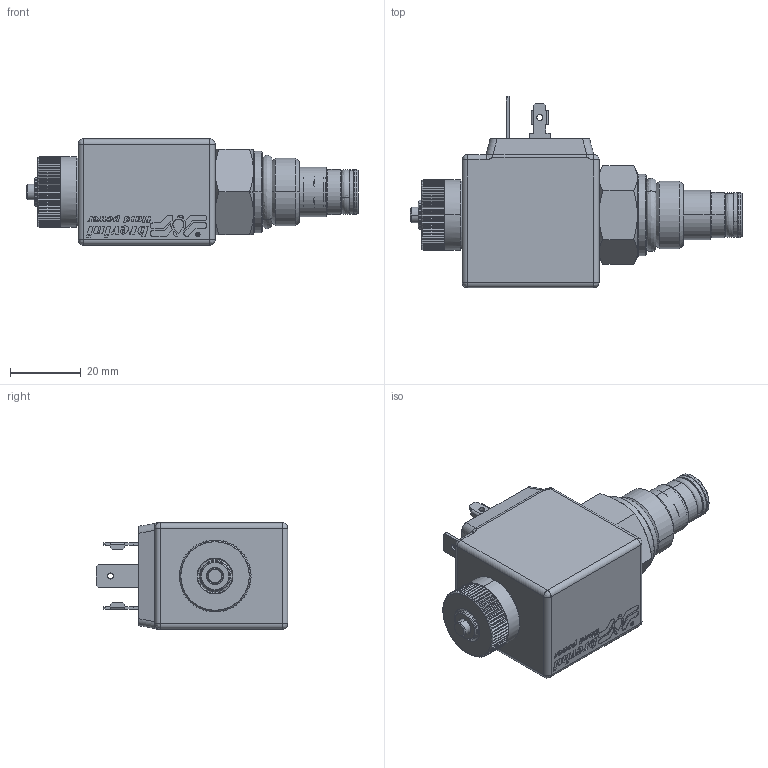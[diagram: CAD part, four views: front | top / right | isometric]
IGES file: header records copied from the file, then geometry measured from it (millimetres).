
Start section: SolidWorks IGES file using analytic representation for surfaces
Global section: file name: CRP0418NAAE---2_OLD.igs; native system: SolidWorks 2014; preprocessor: SolidWorks 2014; author: serviziopdm; date: 150925.115304; units: millimetre
Bounding box: 93.6 x 54 x 30 mm (x, y, z)
Surface area: 23992.5 mm2 (no closed solid volume)
Topology: 0 solids, 0 shells, 1244 faces, 9782 edges, 9774 vertices
Faces by surface type: bspline 782, revolution 462
